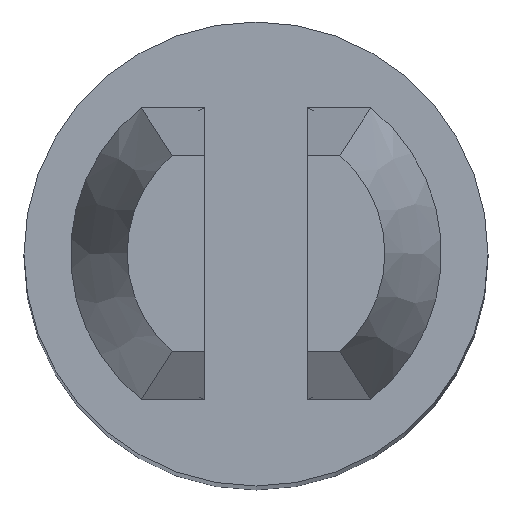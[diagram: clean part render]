
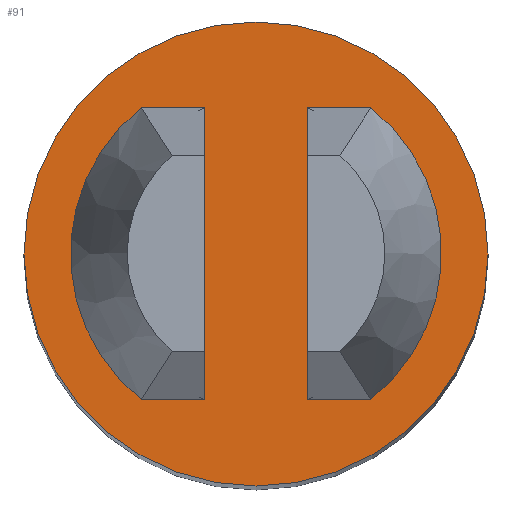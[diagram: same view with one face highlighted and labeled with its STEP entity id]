
A CAD part, top view. The second image highlights one B-rep face of the part: STEP entity #91.
In plain terms, the highlighted planar face has unit normal (0, 0, 1).
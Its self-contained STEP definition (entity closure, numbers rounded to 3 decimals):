
#91 = ADVANCED_FACE( '', ( #182, #183, #184 ), #185, .F. );
#182 = FACE_BOUND( '', #269, .T. );
#183 = FACE_BOUND( '', #270, .T. );
#184 = FACE_OUTER_BOUND( '', #271, .T. );
#185 = PLANE( '', #272 );
#269 = EDGE_LOOP( '', ( #455, #456 ) );
#270 = EDGE_LOOP( '', ( #457, #458 ) );
#271 = EDGE_LOOP( '', ( #459 ) );
#272 = AXIS2_PLACEMENT_3D( '', #460, #461, #462 );
#455 = ORIENTED_EDGE( '', *, *, #495, .T. );
#456 = ORIENTED_EDGE( '', *, *, #513, .T. );
#457 = ORIENTED_EDGE( '', *, *, #545, .T. );
#458 = ORIENTED_EDGE( '', *, *, #551, .F. );
#459 = ORIENTED_EDGE( '', *, *, #510, .F. );
#460 = CARTESIAN_POINT( '', ( -1.5, 0., 11.1 ) );
#461 = DIRECTION( '', ( 0., 0., -1. ) );
#462 = DIRECTION( '', ( -1., 0., 0. ) );
#495 = EDGE_CURVE( '', #578, #576, #579, .T. );
#510 = EDGE_CURVE( '', #604, #604, #605, .T. );
#513 = EDGE_CURVE( '', #576, #578, #608, .T. );
#545 = EDGE_CURVE( '', #652, #654, #656, .T. );
#551 = EDGE_CURVE( '', #652, #654, #662, .T. );
#576 = VERTEX_POINT( '', #691 );
#578 = VERTEX_POINT( '', #694 );
#579 = LINE( '', #695, #696 );
#604 = VERTEX_POINT( '', #727 );
#605 = CIRCLE( '', #728, 2.25 );
#608 = CIRCLE( '', #731, 1.5 );
#652 = VERTEX_POINT( '', #809 );
#654 = VERTEX_POINT( '', #812 );
#656 = CIRCLE( '', #815, 1.5 );
#662 = LINE( '', #826, #827 );
#691 = CARTESIAN_POINT( '', ( 0.5, 1.414, 11.1 ) );
#694 = CARTESIAN_POINT( '', ( 0.5, -1.414, 11.1 ) );
#695 = CARTESIAN_POINT( '', ( 0.5, -2.25, 11.1 ) );
#696 = VECTOR( '', #866, 1000. );
#727 = CARTESIAN_POINT( '', ( -2.25, 0., 11.1 ) );
#728 = AXIS2_PLACEMENT_3D( '', #888, #889, #890 );
#731 = AXIS2_PLACEMENT_3D( '', #894, #895, #896 );
#809 = CARTESIAN_POINT( '', ( -0.5, -1.414, 11.1 ) );
#812 = CARTESIAN_POINT( '', ( -0.5, 1.414, 11.1 ) );
#815 = AXIS2_PLACEMENT_3D( '', #924, #925, #926 );
#826 = CARTESIAN_POINT( '', ( -0.5, -2.25, 11.1 ) );
#827 = VECTOR( '', #929, 1000. );
#866 = DIRECTION( '', ( 0., 1., 0. ) );
#888 = CARTESIAN_POINT( '', ( 0., 0., 11.1 ) );
#889 = DIRECTION( '', ( 0., 0., -1. ) );
#890 = DIRECTION( '', ( -1., 0., 0. ) );
#894 = CARTESIAN_POINT( '', ( 0., 0., 11.1 ) );
#895 = DIRECTION( '', ( 0., 0., -1. ) );
#896 = DIRECTION( '', ( -1., 0., 0. ) );
#924 = CARTESIAN_POINT( '', ( 0., 0., 11.1 ) );
#925 = DIRECTION( '', ( 0., 0., -1. ) );
#926 = DIRECTION( '', ( -1., 0., 0. ) );
#929 = DIRECTION( '', ( 0., 1., 0. ) );
